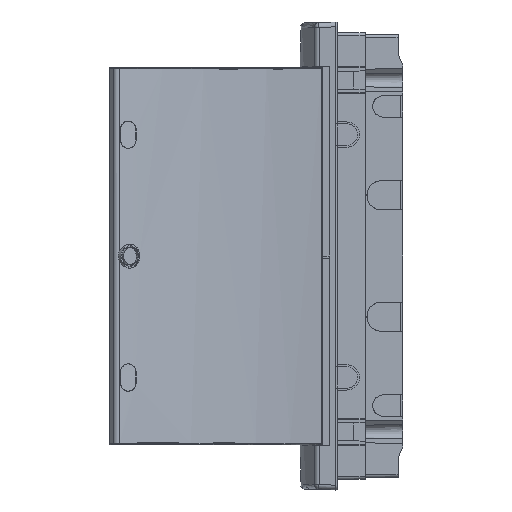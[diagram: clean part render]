
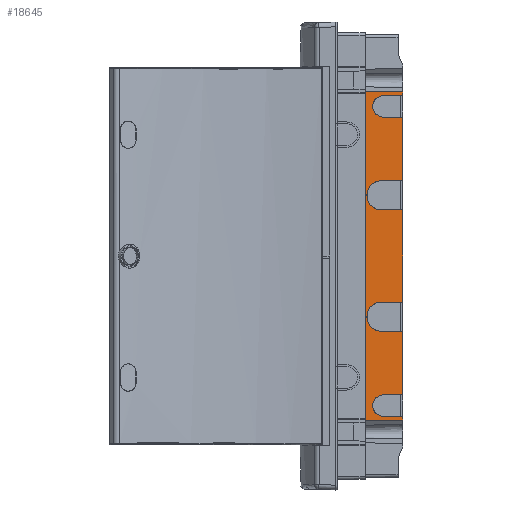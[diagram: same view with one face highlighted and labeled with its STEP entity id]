
A CAD part, left-side view. The second image highlights one B-rep face of the part: STEP entity #18645.
In plain terms, the highlighted planar face has unit normal (-1, -0.018, 0).
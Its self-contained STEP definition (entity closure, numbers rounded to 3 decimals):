
#565=(
BOUNDED_CURVE()
B_SPLINE_CURVE(3,(#26932,#26933,#26934,#26935),.UNSPECIFIED.,.F.,.F.)
B_SPLINE_CURVE_WITH_KNOTS((4,4),(4.712,7.854),
 .UNSPECIFIED.)
CURVE()
GEOMETRIC_REPRESENTATION_ITEM()
RATIONAL_B_SPLINE_CURVE((1.,0.333,0.333,1.))
REPRESENTATION_ITEM('')
);
#566=(
BOUNDED_CURVE()
B_SPLINE_CURVE(3,(#26940,#26941,#26942,#26943),.UNSPECIFIED.,.F.,.F.)
B_SPLINE_CURVE_WITH_KNOTS((4,4),(4.712,7.854),
 .UNSPECIFIED.)
CURVE()
GEOMETRIC_REPRESENTATION_ITEM()
RATIONAL_B_SPLINE_CURVE((1.,0.333,0.333,1.))
REPRESENTATION_ITEM('')
);
#567=(
BOUNDED_CURVE()
B_SPLINE_CURVE(3,(#26950,#26951,#26952,#26953),.UNSPECIFIED.,.F.,.F.)
B_SPLINE_CURVE_WITH_KNOTS((4,4),(4.712,7.854),
 .UNSPECIFIED.)
CURVE()
GEOMETRIC_REPRESENTATION_ITEM()
RATIONAL_B_SPLINE_CURVE((1.,0.333,0.333,1.))
REPRESENTATION_ITEM('')
);
#568=(
BOUNDED_CURVE()
B_SPLINE_CURVE(3,(#26958,#26959,#26960,#26961),.UNSPECIFIED.,.F.,.F.)
B_SPLINE_CURVE_WITH_KNOTS((4,4),(4.712,7.854),
 .UNSPECIFIED.)
CURVE()
GEOMETRIC_REPRESENTATION_ITEM()
RATIONAL_B_SPLINE_CURVE((1.,0.333,0.333,1.))
REPRESENTATION_ITEM('')
);
#2341=ORIENTED_EDGE('',*,*,#5947,.T.);
#2342=ORIENTED_EDGE('',*,*,#6554,.F.);
#2343=ORIENTED_EDGE('',*,*,#6555,.F.);
#2344=ORIENTED_EDGE('',*,*,#6556,.F.);
#2345=ORIENTED_EDGE('',*,*,#5943,.F.);
#2346=ORIENTED_EDGE('',*,*,#6557,.F.);
#2347=ORIENTED_EDGE('',*,*,#6558,.F.);
#2348=ORIENTED_EDGE('',*,*,#6559,.F.);
#2349=ORIENTED_EDGE('',*,*,#5991,.F.);
#2350=ORIENTED_EDGE('',*,*,#6560,.F.);
#2351=ORIENTED_EDGE('',*,*,#6121,.T.);
#2352=ORIENTED_EDGE('',*,*,#6561,.T.);
#2353=ORIENTED_EDGE('',*,*,#5955,.T.);
#2354=ORIENTED_EDGE('',*,*,#6562,.T.);
#2355=ORIENTED_EDGE('',*,*,#6563,.T.);
#2356=ORIENTED_EDGE('',*,*,#6564,.T.);
#2357=ORIENTED_EDGE('',*,*,#5951,.T.);
#2358=ORIENTED_EDGE('',*,*,#6565,.T.);
#2359=ORIENTED_EDGE('',*,*,#6566,.T.);
#2360=ORIENTED_EDGE('',*,*,#6567,.T.);
#5943=EDGE_CURVE('',#8307,#8308,#9856,.T.);
#5947=EDGE_CURVE('',#8312,#8311,#9860,.T.);
#5951=EDGE_CURVE('',#8316,#8315,#9864,.T.);
#5955=EDGE_CURVE('',#8320,#8319,#9868,.T.);
#5991=EDGE_CURVE('',#8355,#8356,#9900,.T.);
#6121=EDGE_CURVE('',#8470,#8469,#10008,.T.);
#6554=EDGE_CURVE('',#8715,#8311,#10366,.T.);
#6555=EDGE_CURVE('',#8716,#8715,#565,.T.);
#6556=EDGE_CURVE('',#8308,#8716,#10367,.T.);
#6557=EDGE_CURVE('',#8717,#8307,#10368,.T.);
#6558=EDGE_CURVE('',#8718,#8717,#566,.T.);
#6559=EDGE_CURVE('',#8356,#8718,#10369,.T.);
#6560=EDGE_CURVE('',#8470,#8355,#10370,.T.);
#6561=EDGE_CURVE('',#8469,#8320,#10371,.T.);
#6562=EDGE_CURVE('',#8319,#8719,#10372,.T.);
#6563=EDGE_CURVE('',#8719,#8720,#567,.T.);
#6564=EDGE_CURVE('',#8720,#8316,#10373,.T.);
#6565=EDGE_CURVE('',#8315,#8721,#10374,.T.);
#6566=EDGE_CURVE('',#8721,#8722,#568,.T.);
#6567=EDGE_CURVE('',#8722,#8312,#10375,.T.);
#8307=VERTEX_POINT('',#25550);
#8308=VERTEX_POINT('',#25552);
#8311=VERTEX_POINT('',#25558);
#8312=VERTEX_POINT('',#25560);
#8315=VERTEX_POINT('',#25566);
#8316=VERTEX_POINT('',#25568);
#8319=VERTEX_POINT('',#25574);
#8320=VERTEX_POINT('',#25576);
#8355=VERTEX_POINT('',#25646);
#8356=VERTEX_POINT('',#25648);
#8469=VERTEX_POINT('',#25940);
#8470=VERTEX_POINT('',#25942);
#8715=VERTEX_POINT('',#26931);
#8716=VERTEX_POINT('',#26936);
#8717=VERTEX_POINT('',#26939);
#8718=VERTEX_POINT('',#26944);
#8719=VERTEX_POINT('',#26949);
#8720=VERTEX_POINT('',#26954);
#8721=VERTEX_POINT('',#26957);
#8722=VERTEX_POINT('',#26962);
#9856=LINE('',#25551,#11593);
#9860=LINE('',#25559,#11597);
#9864=LINE('',#25567,#11601);
#9868=LINE('',#25575,#11605);
#9900=LINE('',#25647,#11637);
#10008=LINE('',#25941,#11745);
#10366=LINE('',#26930,#12103);
#10367=LINE('',#26937,#12104);
#10368=LINE('',#26938,#12105);
#10369=LINE('',#26945,#12106);
#10370=LINE('',#26946,#12107);
#10371=LINE('',#26947,#12108);
#10372=LINE('',#26948,#12109);
#10373=LINE('',#26955,#12110);
#10374=LINE('',#26956,#12111);
#10375=LINE('',#26963,#12112);
#11593=VECTOR('',#20947,1000.);
#11597=VECTOR('',#20951,1000.);
#11601=VECTOR('',#20955,1000.);
#11605=VECTOR('',#20959,1000.);
#11637=VECTOR('',#20999,1000.);
#11745=VECTOR('',#21139,1000.);
#12103=VECTOR('',#21917,1000.);
#12104=VECTOR('',#21918,1000.);
#12105=VECTOR('',#21919,1000.);
#12106=VECTOR('',#21920,1000.);
#12107=VECTOR('',#21921,1000.);
#12108=VECTOR('',#21922,1000.);
#12109=VECTOR('',#21923,1000.);
#12110=VECTOR('',#21924,1000.);
#12111=VECTOR('',#21925,1000.);
#12112=VECTOR('',#21926,1000.);
#13409=EDGE_LOOP('',(#2341,#2342,#2343,#2344,#2345,#2346,#2347,#2348,#2349,
#2350,#2351,#2352,#2353,#2354,#2355,#2356,#2357,#2358,#2359,#2360));
#14429=FACE_BOUND('',#13409,.T.);
#15390=PLANE('',#19639);
#18645=ADVANCED_FACE('',(#14429),#15390,.T.);
#19639=AXIS2_PLACEMENT_3D('',#26929,#21915,#21916);
#20947=DIRECTION('',(0.,0.,-1.));
#20951=DIRECTION('',(0.,0.,1.));
#20955=DIRECTION('',(0.,0.,1.));
#20959=DIRECTION('',(0.,0.,1.));
#20999=DIRECTION('',(0.,0.,-1.));
#21139=DIRECTION('',(0.,0.,-1.));
#21915=DIRECTION('',(-1.,-0.017,0.));
#21916=DIRECTION('',(-0.017,1.,0.));
#21917=DIRECTION('',(0.017,-1.,0.));
#21918=DIRECTION('',(-0.017,1.,0.));
#21919=DIRECTION('',(0.017,-1.,0.));
#21920=DIRECTION('',(-0.017,1.,0.));
#21921=DIRECTION('',(0.017,-1.,-0.012));
#21922=DIRECTION('',(0.017,-1.,0.012));
#21923=DIRECTION('',(-0.017,1.,0.));
#21924=DIRECTION('',(0.017,-1.,0.));
#21925=DIRECTION('',(-0.017,1.,0.));
#21926=DIRECTION('',(0.017,-1.,0.));
#25550=CARTESIAN_POINT('',(-129.273,0.,143.));
#25551=CARTESIAN_POINT('',(-129.273,0.,240.9));
#25552=CARTESIAN_POINT('',(-129.273,0.,77.5));
#25558=CARTESIAN_POINT('',(-129.273,0.,47.5));
#25559=CARTESIAN_POINT('',(-129.273,0.,-240.9));
#25560=CARTESIAN_POINT('',(-129.273,0.,-47.5));
#25566=CARTESIAN_POINT('',(-129.273,0.,-77.5));
#25567=CARTESIAN_POINT('',(-129.273,0.,-240.9));
#25568=CARTESIAN_POINT('',(-129.273,0.,-143.));
#25574=CARTESIAN_POINT('',(-129.273,0.,-165.));
#25575=CARTESIAN_POINT('',(-129.273,0.,-240.9));
#25576=CARTESIAN_POINT('',(-129.273,0.,-169.028));
#25646=CARTESIAN_POINT('',(-129.273,0.,169.028));
#25647=CARTESIAN_POINT('',(-129.273,0.,240.9));
#25648=CARTESIAN_POINT('',(-129.273,0.,165.));
#25940=CARTESIAN_POINT('',(-129.95,38.8,-169.51));
#25941=CARTESIAN_POINT('',(-129.95,38.8,240.9));
#25942=CARTESIAN_POINT('',(-129.95,38.8,169.51));
#26929=CARTESIAN_POINT('',(-129.95,38.8,240.9));
#26930=CARTESIAN_POINT('',(-129.95,38.8,47.5));
#26931=CARTESIAN_POINT('',(-129.657,22.,47.5));
#26932=CARTESIAN_POINT('',(-129.657,22.,77.5));
#26933=CARTESIAN_POINT('',(-130.18,52.,77.5));
#26934=CARTESIAN_POINT('',(-130.18,52.,47.5));
#26935=CARTESIAN_POINT('',(-129.657,22.,47.5));
#26936=CARTESIAN_POINT('',(-129.657,22.,77.5));
#26937=CARTESIAN_POINT('',(-129.95,38.8,77.5));
#26938=CARTESIAN_POINT('',(-129.95,38.8,143.));
#26939=CARTESIAN_POINT('',(-129.622,20.,143.));
#26940=CARTESIAN_POINT('',(-129.622,20.,165.));
#26941=CARTESIAN_POINT('',(-130.006,42.,165.));
#26942=CARTESIAN_POINT('',(-130.006,42.,143.));
#26943=CARTESIAN_POINT('',(-129.622,20.,143.));
#26944=CARTESIAN_POINT('',(-129.622,20.,165.));
#26945=CARTESIAN_POINT('',(-129.95,38.8,165.));
#26946=CARTESIAN_POINT('',(-129.965,39.686,169.521));
#26947=CARTESIAN_POINT('',(-129.965,39.686,-169.521));
#26948=CARTESIAN_POINT('',(-129.95,38.8,-165.));
#26949=CARTESIAN_POINT('',(-129.622,20.,-165.));
#26950=CARTESIAN_POINT('',(-129.622,20.,-165.));
#26951=CARTESIAN_POINT('',(-130.006,42.,-165.));
#26952=CARTESIAN_POINT('',(-130.006,42.,-143.));
#26953=CARTESIAN_POINT('',(-129.622,20.,-143.));
#26954=CARTESIAN_POINT('',(-129.622,20.,-143.));
#26955=CARTESIAN_POINT('',(-129.95,38.8,-143.));
#26956=CARTESIAN_POINT('',(-129.95,38.8,-77.5));
#26957=CARTESIAN_POINT('',(-129.657,22.,-77.5));
#26958=CARTESIAN_POINT('',(-129.657,22.,-77.5));
#26959=CARTESIAN_POINT('',(-130.18,52.,-77.5));
#26960=CARTESIAN_POINT('',(-130.18,52.,-47.5));
#26961=CARTESIAN_POINT('',(-129.657,22.,-47.5));
#26962=CARTESIAN_POINT('',(-129.657,22.,-47.5));
#26963=CARTESIAN_POINT('',(-129.95,38.8,-47.5));
